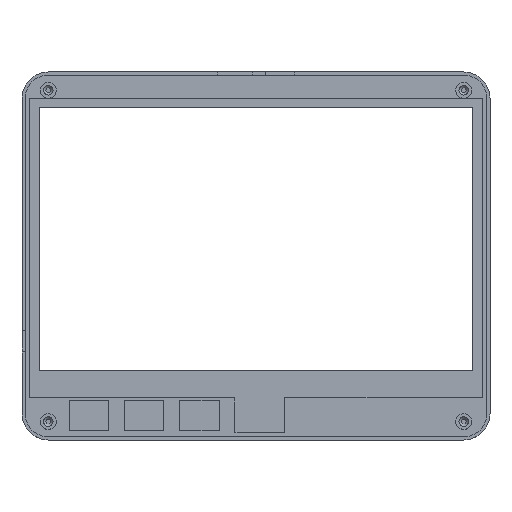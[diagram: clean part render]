
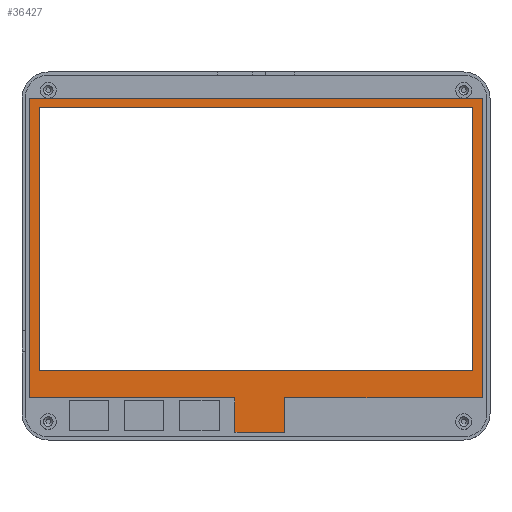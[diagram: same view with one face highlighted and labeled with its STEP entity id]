
A CAD part, top view. The second image highlights one B-rep face of the part: STEP entity #36427.
In plain terms, the highlighted planar face has unit normal (0, 0, 1).
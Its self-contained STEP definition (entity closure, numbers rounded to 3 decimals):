
#1671=FACE_BOUND('',#4729,.T.);
#2760=FACE_OUTER_BOUND('',#4728,.T.);
#4728=EDGE_LOOP('',(#28682,#28683,#28684,#28685,#28686,#28687,#28688,#28689));
#4729=EDGE_LOOP('',(#28690,#28691,#28692,#28693));
#7829=LINE('',#59319,#12139);
#7832=LINE('',#59324,#12142);
#7834=LINE('',#59328,#12144);
#7836=LINE('',#59332,#12146);
#7838=LINE('',#59336,#12148);
#7840=LINE('',#59340,#12150);
#7842=LINE('',#59344,#12152);
#7844=LINE('',#59347,#12154);
#7845=LINE('',#59351,#12155);
#7848=LINE('',#59356,#12158);
#7850=LINE('',#59360,#12160);
#7852=LINE('',#59363,#12162);
#12139=VECTOR('',#42588,10.);
#12142=VECTOR('',#42593,10.);
#12144=VECTOR('',#42597,10.);
#12146=VECTOR('',#42601,10.);
#12148=VECTOR('',#42605,10.);
#12150=VECTOR('',#42609,10.);
#12152=VECTOR('',#42613,10.);
#12154=VECTOR('',#42617,10.);
#12155=VECTOR('',#42620,10.);
#12158=VECTOR('',#42625,10.);
#12160=VECTOR('',#42629,10.);
#12162=VECTOR('',#42633,10.);
#16120=VERTEX_POINT('',#59317);
#16121=VERTEX_POINT('',#59318);
#16122=VERTEX_POINT('',#59323);
#16123=VERTEX_POINT('',#59327);
#16124=VERTEX_POINT('',#59331);
#16125=VERTEX_POINT('',#59335);
#16126=VERTEX_POINT('',#59339);
#16127=VERTEX_POINT('',#59343);
#16128=VERTEX_POINT('',#59349);
#16129=VERTEX_POINT('',#59350);
#16130=VERTEX_POINT('',#59355);
#16131=VERTEX_POINT('',#59359);
#20598=EDGE_CURVE('',#16120,#16121,#7829,.T.);
#20601=EDGE_CURVE('',#16121,#16122,#7832,.T.);
#20603=EDGE_CURVE('',#16122,#16123,#7834,.T.);
#20605=EDGE_CURVE('',#16123,#16124,#7836,.T.);
#20607=EDGE_CURVE('',#16124,#16125,#7838,.T.);
#20609=EDGE_CURVE('',#16125,#16126,#7840,.T.);
#20611=EDGE_CURVE('',#16126,#16127,#7842,.T.);
#20613=EDGE_CURVE('',#16127,#16120,#7844,.T.);
#20614=EDGE_CURVE('',#16128,#16129,#7845,.T.);
#20617=EDGE_CURVE('',#16129,#16130,#7848,.T.);
#20619=EDGE_CURVE('',#16130,#16131,#7850,.T.);
#20621=EDGE_CURVE('',#16131,#16128,#7852,.T.);
#28682=ORIENTED_EDGE('',*,*,#20598,.T.);
#28683=ORIENTED_EDGE('',*,*,#20601,.T.);
#28684=ORIENTED_EDGE('',*,*,#20603,.T.);
#28685=ORIENTED_EDGE('',*,*,#20605,.T.);
#28686=ORIENTED_EDGE('',*,*,#20607,.T.);
#28687=ORIENTED_EDGE('',*,*,#20609,.T.);
#28688=ORIENTED_EDGE('',*,*,#20611,.T.);
#28689=ORIENTED_EDGE('',*,*,#20613,.T.);
#28690=ORIENTED_EDGE('',*,*,#20621,.T.);
#28691=ORIENTED_EDGE('',*,*,#20614,.T.);
#28692=ORIENTED_EDGE('',*,*,#20617,.T.);
#28693=ORIENTED_EDGE('',*,*,#20619,.T.);
#34774=PLANE('',#38238);
#36427=ADVANCED_FACE('',(#2760,#1671),#34774,.T.);
#38238=AXIS2_PLACEMENT_3D('',#59364,#42634,#42635);
#42588=DIRECTION('',(0.,-1.,0.));
#42593=DIRECTION('',(1.,0.,0.));
#42597=DIRECTION('',(0.,1.,0.));
#42601=DIRECTION('',(1.,0.,0.));
#42605=DIRECTION('',(0.,1.,0.));
#42609=DIRECTION('',(-1.,0.,0.));
#42613=DIRECTION('',(0.,-1.,0.));
#42617=DIRECTION('',(1.,0.,0.));
#42620=DIRECTION('',(0.,1.,0.));
#42625=DIRECTION('',(1.,0.,0.));
#42629=DIRECTION('',(0.,-1.,0.));
#42633=DIRECTION('',(-1.,0.,0.));
#42634=DIRECTION('center_axis',(0.,0.,1.));
#42635=DIRECTION('ref_axis',(1.,0.,0.));
#59317=CARTESIAN_POINT('',(-8.,-60.5,0.));
#59318=CARTESIAN_POINT('',(-8.,-73.5,0.));
#59319=CARTESIAN_POINT('',(-8.,-40.,0.));
#59323=CARTESIAN_POINT('',(11.,-73.5,0.));
#59324=CARTESIAN_POINT('',(5.5,-73.5,0.));
#59327=CARTESIAN_POINT('',(11.,-60.5,0.));
#59328=CARTESIAN_POINT('',(11.,-33.5,0.));
#59331=CARTESIAN_POINT('',(86.,-60.5,0.));
#59332=CARTESIAN_POINT('',(43.,-60.5,0.));
#59335=CARTESIAN_POINT('',(86.,53.5,0.));
#59336=CARTESIAN_POINT('',(86.,23.5,0.));
#59339=CARTESIAN_POINT('',(-86.,53.5,0.));
#59340=CARTESIAN_POINT('',(-43.,53.5,0.));
#59343=CARTESIAN_POINT('',(-86.,-60.5,0.));
#59344=CARTESIAN_POINT('',(-86.,-33.5,0.));
#59347=CARTESIAN_POINT('',(-4.,-60.5,0.));
#59349=CARTESIAN_POINT('',(-82.5,-50.,0.));
#59350=CARTESIAN_POINT('',(-82.5,50.,0.));
#59351=CARTESIAN_POINT('',(-82.5,-50.,0.));
#59355=CARTESIAN_POINT('',(82.5,50.,0.));
#59356=CARTESIAN_POINT('',(-82.5,50.,0.));
#59359=CARTESIAN_POINT('',(82.5,-50.,0.));
#59360=CARTESIAN_POINT('',(82.5,50.,0.));
#59363=CARTESIAN_POINT('',(82.5,-50.,0.));
#59364=CARTESIAN_POINT('Origin',(0.,-6.5,0.));
